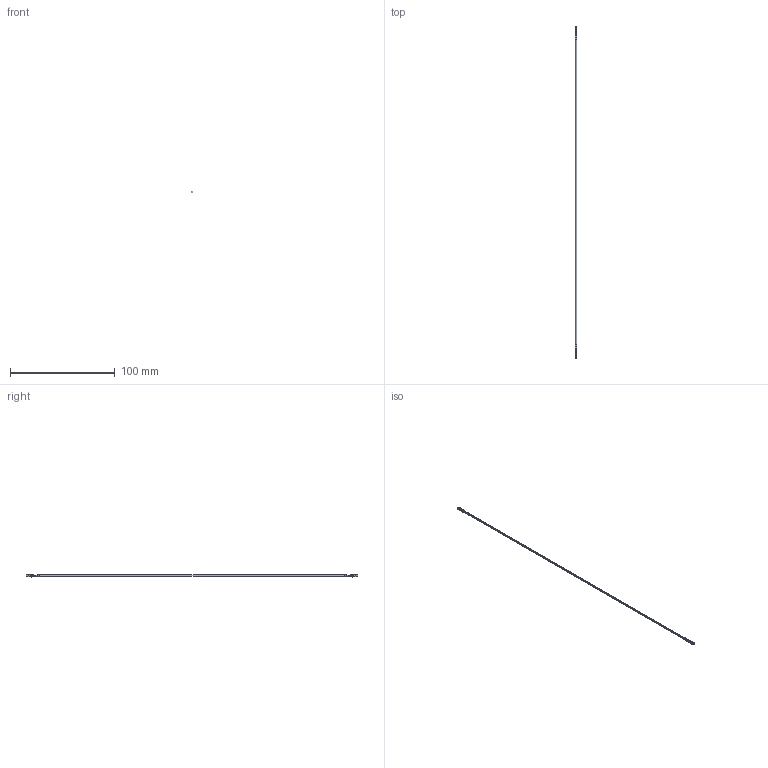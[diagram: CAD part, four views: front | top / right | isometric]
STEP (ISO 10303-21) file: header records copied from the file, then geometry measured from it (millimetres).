
FILE_DESCRIPTION(/* description */ ('Unknown'),/* implementation_level */ '2;1');
FILE_NAME(/* name */ '661161122030',/* time_stamp */ '2025-02-27T17:08:31+01:00',/* author */ ('Unknown'),/* organization */ ('Unknown'),/* preprocessor_version */ 'ST-DEVELOPER v19.4',/* originating_system */ 'Solid Edge',/* authorisation */ 'Unknown');
FILE_SCHEMA (('AUTOMOTIVE_DESIGN {1 0 10303 214 3 1 1}'));
Length unit declared in the file: millimetre
Products named in the file (4): 661161122030; Wire 26AWG; Insulator Black 26AWG; 661x0113722DEC_Closed
Assembly tree (4 placements, depth 2):
  661161122030
    Wire 26AWG
    Insulator Black 26AWG
    661x0113722DEC_Closed  x2
Bounding box: 1.76 x 316.4 x 2.48 mm (x, y, z)
Volume: 405.4 mm3; surface area: 2976.8 mm2
Topology: 10 solids, 10 shells, 497 faces, 1329 edges, 844 vertices
Faces by surface type: plane 306, cylinder 155, bspline 36
Full cylindrical faces by diameter (mm): 0.159 x1, 0.48 x1, 1.3 x1
Entity records: 15466 total; most frequent: CARTESIAN_POINT 8953, ORIENTED_EDGE 1338, DIRECTION 1303, EDGE_CURVE 669, LINE 455, VECTOR 455, VERTEX_POINT 431, AXIS2_PLACEMENT_3D 424
